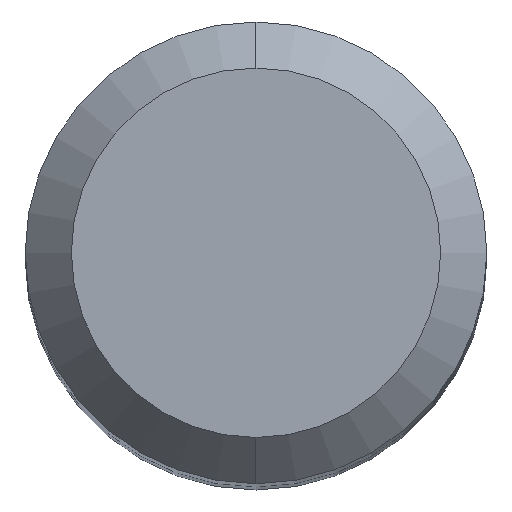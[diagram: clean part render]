
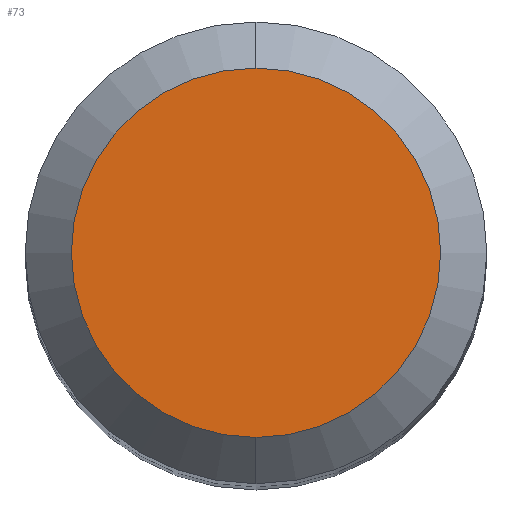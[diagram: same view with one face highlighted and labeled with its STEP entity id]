
A CAD part, top view. The second image highlights one B-rep face of the part: STEP entity #73.
In plain terms, the highlighted planar face has unit normal (0, 0, 1).
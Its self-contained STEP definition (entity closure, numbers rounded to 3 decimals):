
#73=ADVANCED_FACE('',(#156),#157,.T.);
#156=FACE_OUTER_BOUND('',#250,.T.);
#157=PLANE('',#251);
#250=EDGE_LOOP('',(#371,#372));
#251=AXIS2_PLACEMENT_3D('',#373,#374,#375);
#371=ORIENTED_EDGE('',*,*,#491,.F.);
#372=ORIENTED_EDGE('',*,*,#514,.F.);
#373=CARTESIAN_POINT('',(0.,1.6,31.85));
#374=DIRECTION('',(0.,0.0,1.0));
#375=DIRECTION('',(0.0,-1.0,0.0));
#491=EDGE_CURVE('',#573,#575,#576,.T.);
#514=EDGE_CURVE('',#575,#573,#605,.T.);
#573=VERTEX_POINT('',#669);
#575=VERTEX_POINT('',#672);
#576=CIRCLE('',#673,3.2);
#605=CIRCLE('',#709,3.2);
#669=CARTESIAN_POINT('',(0.,3.2,31.85));
#672=CARTESIAN_POINT('',(0.,-3.2,31.85));
#673=AXIS2_PLACEMENT_3D('',#762,#763,#764);
#709=AXIS2_PLACEMENT_3D('',#793,#794,#795);
#762=CARTESIAN_POINT('',(0.,0.,31.85));
#763=DIRECTION('',(0.,0.0,-1.0));
#764=DIRECTION('',(0.0,1.0,0.0));
#793=CARTESIAN_POINT('',(0.,0.,31.85));
#794=DIRECTION('',(0.,0.0,-1.0));
#795=DIRECTION('',(0.0,1.0,0.0));
